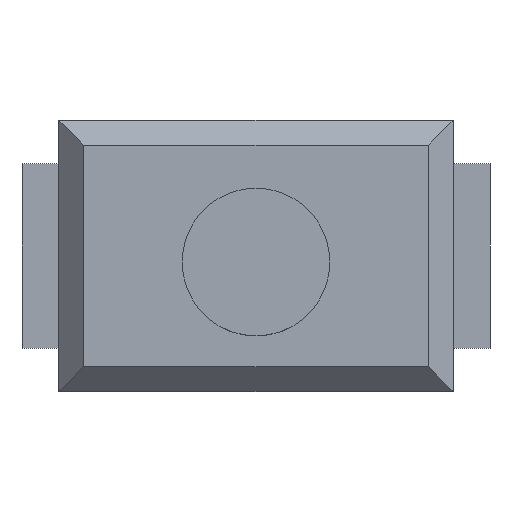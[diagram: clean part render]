
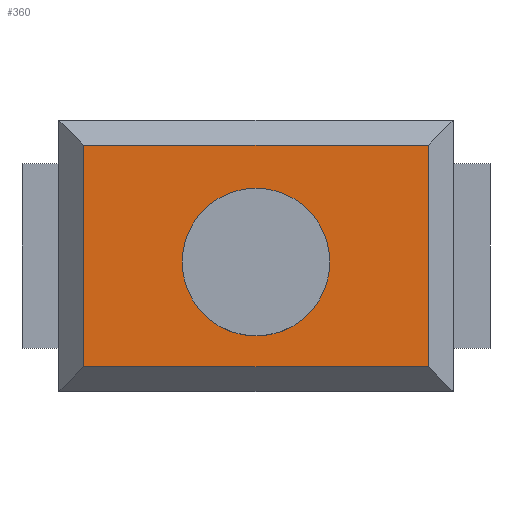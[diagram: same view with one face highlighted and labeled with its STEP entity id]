
A CAD part, top view. The second image highlights one B-rep face of the part: STEP entity #360.
In plain terms, the highlighted planar face has unit normal (0, 0, 1).
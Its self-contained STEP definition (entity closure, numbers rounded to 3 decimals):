
#245 = VERTEX_POINT('',#246);
#246 = CARTESIAN_POINT('',(0.5,-0.15,0.6));
#254 = VERTEX_POINT('',#255);
#255 = CARTESIAN_POINT('',(0.5,1.65,0.6));
#261 = EDGE_CURVE('',#245,#254,#262,.T.);
#262 = LINE('',#263,#264);
#263 = CARTESIAN_POINT('',(0.5,-0.35,0.6));
#264 = VECTOR('',#265,1.);
#265 = DIRECTION('',(0.,1.,0.));
#343 = VERTEX_POINT('',#344);
#344 = CARTESIAN_POINT('',(3.3,-0.15,0.6));
#350 = EDGE_CURVE('',#245,#343,#351,.T.);
#351 = LINE('',#352,#353);
#352 = CARTESIAN_POINT('',(0.3,-0.15,0.6));
#353 = VECTOR('',#354,1.);
#354 = DIRECTION('',(1.,0.,0.));
#360 = ADVANCED_FACE('',(#361),#379,.T.);
#361 = FACE_BOUND('',#362,.T.);
#362 = EDGE_LOOP('',(#363,#364,#365,#373));
#363 = ORIENTED_EDGE('',*,*,#261,.F.);
#364 = ORIENTED_EDGE('',*,*,#350,.T.);
#365 = ORIENTED_EDGE('',*,*,#366,.T.);
#366 = EDGE_CURVE('',#343,#367,#369,.T.);
#367 = VERTEX_POINT('',#368);
#368 = CARTESIAN_POINT('',(3.3,1.65,0.6));
#369 = LINE('',#370,#371);
#370 = CARTESIAN_POINT('',(3.3,-0.35,0.6));
#371 = VECTOR('',#372,1.);
#372 = DIRECTION('',(0.,1.,0.));
#373 = ORIENTED_EDGE('',*,*,#374,.F.);
#374 = EDGE_CURVE('',#254,#367,#375,.T.);
#375 = LINE('',#376,#377);
#376 = CARTESIAN_POINT('',(0.3,1.65,0.6));
#377 = VECTOR('',#378,1.);
#378 = DIRECTION('',(1.,0.,0.));
#379 = PLANE('',#380);
#380 = AXIS2_PLACEMENT_3D('',#381,#382,#383);
#381 = CARTESIAN_POINT('',(0.3,-0.35,0.6));
#382 = DIRECTION('',(0.,0.,1.));
#383 = DIRECTION('',(1.,0.,0.));
